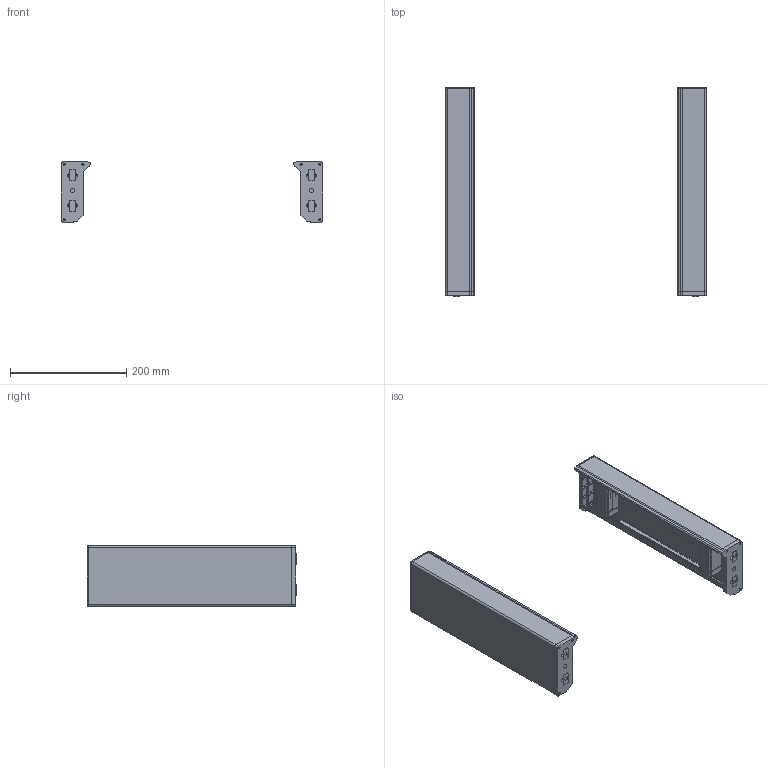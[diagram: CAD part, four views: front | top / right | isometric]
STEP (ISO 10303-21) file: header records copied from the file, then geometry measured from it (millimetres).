
FILE_DESCRIPTION(/* description */ (''),/* implementation_level */ '2;1');
FILE_NAME(/* name */ 'MZL2XP.stp',/* time_stamp */ '2019-01-15T09:38:23+01:00',/* author */ ('frigo'),/* organization */ ('REER'),/* preprocessor_version */ 'ST-DEVELOPER v17',/* originating_system */ 'AutoCAD Mechanical',/* authorisation */ '');
FILE_SCHEMA (('AUTOMOTIVE_DESIGN { 1 0 10303 214 3 1 1 }'));
Products named in the file (3): Product; AVE_RENDER; AVE_GLOBAL
Assembly tree (9 placements, depth 2):
  Product
    AVE_RENDER  x8
    AVE_GLOBAL
Bounding box: 450 x 361.85 x 105 mm (x, y, z)
Volume: 552765.9 mm3; surface area: 486534.4 mm2
Topology: 92 solids, 230 shells, 4430 faces, 11859 edges, 7877 vertices
Faces by surface type: plane 2058, cylinder 1794, torus 274, bspline 170, sphere 72, cone 62
Full cylindrical faces by diameter (mm): 2.5 x32, 3 x32, 3.5 x16, 3.6 x12, 4 x8, 4.5 x4, 5 x40, 5.5 x8, 6.4 x8, 7 x6, 7.5 x2, 10 x8, 12 x8
Entity records: 146600 total; most frequent: CARTESIAN_POINT 32482, DIRECTION 24646, ORIENTED_EDGE 23082, EDGE_CURVE 11859, AXIS2_PLACEMENT_3D 8763, VERTEX_POINT 7877, LINE 7120, VECTOR 7120
